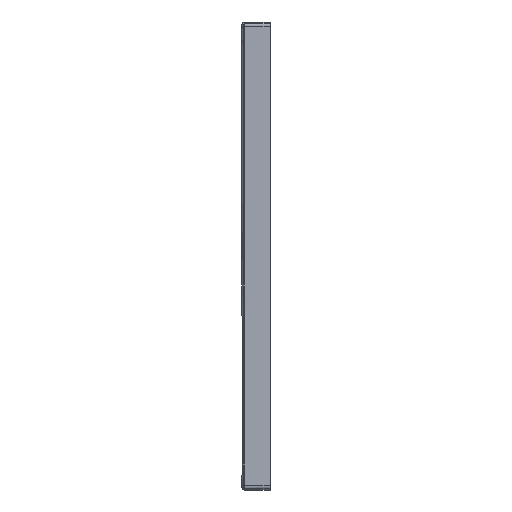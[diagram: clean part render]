
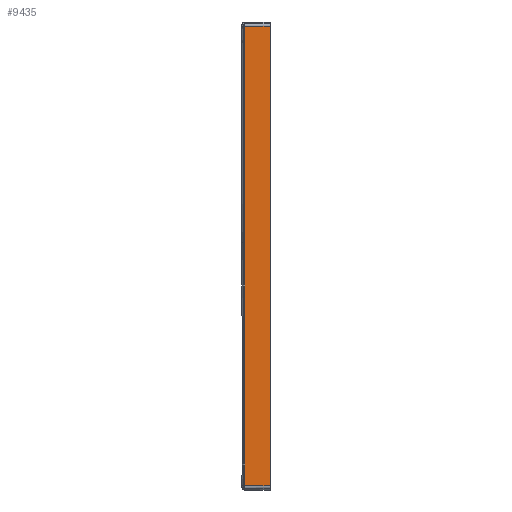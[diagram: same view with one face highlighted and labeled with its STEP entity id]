
A CAD part, left-side view. The second image highlights one B-rep face of the part: STEP entity #9435.
In plain terms, the highlighted planar face has unit normal (-1, 0, 0).
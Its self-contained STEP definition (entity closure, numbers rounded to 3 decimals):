
#1877=DIRECTION('',(0.,0.,1.));
#1878=VECTOR('',#1877,786.);
#1879=CARTESIAN_POINT('',(-900.,-48.,7.));
#1880=LINE('',#1879,#1878);
#1909=CARTESIAN_POINT('',(-900.,-5.107,
45.));
#1910=CARTESIAN_POINT('',(-900.,-5.107,
44.159));
#1911=CARTESIAN_POINT('',(-900.,-5.107,
42.483));
#1912=CARTESIAN_POINT('',(-900.,-5.107,
40.821));
#1913=CARTESIAN_POINT('',(-900.,-5.107,
39.993));
#1915=CARTESIAN_POINT('',(-900.,-5.049,422.5));
#1916=CARTESIAN_POINT('',(-900.,-5.053,
400.209));
#1917=CARTESIAN_POINT('',(-900.,-5.063,
355.256));
#1918=CARTESIAN_POINT('',(-900.,-5.077,291.027));
#1919=CARTESIAN_POINT('',(-900.,-5.091,
217.055));
#1920=CARTESIAN_POINT('',(-900.,-5.103,
135.692));
#1921=CARTESIAN_POINT('',(-900.,-5.107,
76.099));
#1922=CARTESIAN_POINT('',(-900.,-5.107,
45.));
#1924=CARTESIAN_POINT('',(-900.,-5.,793.));
#1925=CARTESIAN_POINT('',(-900.,-5.,784.99));
#1926=CARTESIAN_POINT('',(-900.,-5.,768.339));
#1927=CARTESIAN_POINT('',(-900.,-5.001,742.84));
#1928=CARTESIAN_POINT('',(-900.,-5.003,712.719));
#1929=CARTESIAN_POINT('',(-900.,-5.006,679.275));
#1930=CARTESIAN_POINT('',(-900.,-5.01,642.893));
#1931=CARTESIAN_POINT('',(-900.,-5.015,604.142));
#1932=CARTESIAN_POINT('',(-900.,-5.022,563.596));
#1933=CARTESIAN_POINT('',(-900.,-5.029,520.775));
#1934=CARTESIAN_POINT('',(-900.,-5.038,474.581));
#1935=CARTESIAN_POINT('',(-900.,-5.045,440.365));
#1936=CARTESIAN_POINT('',(-900.,-5.049,422.5));
#1938=DIRECTION('',(0.,-1.,0.));
#1939=VECTOR('',#1938,43.);
#1940=CARTESIAN_POINT('',(-900.,-5.,793.));
#1941=LINE('',#1940,#1939);
#1942=DIRECTION('',(0.,-1.,0.));
#1943=VECTOR('',#1942,42.981);
#1944=CARTESIAN_POINT('',(-900.,-5.019,7.));
#1945=LINE('',#1944,#1943);
#1946=CARTESIAN_POINT('',(-900.,-5.107,
39.993));
#1947=CARTESIAN_POINT('',(-900.,-5.097,
36.535));
#1948=CARTESIAN_POINT('',(-900.,-5.078,
29.484));
#1949=CARTESIAN_POINT('',(-900.,-5.05,18.733));
#1950=CARTESIAN_POINT('',(-900.,-5.029,10.982));
#1951=CARTESIAN_POINT('',(-900.,-5.019,7.));
#4311=CARTESIAN_POINT('',(-900.,-48.,7.));
#4312=CARTESIAN_POINT('',(-900.,-48.,793.));
#4313=VERTEX_POINT('',#4311);
#4314=VERTEX_POINT('',#4312);
#4323=VERTEX_POINT('',#1909);
#4324=VERTEX_POINT('',#1913);
#4325=VERTEX_POINT('',#1915);
#4327=VERTEX_POINT('',#1924);
#4336=CARTESIAN_POINT('',(-900.,-5.019,7.));
#4337=VERTEX_POINT('',#4336);
#9415=CARTESIAN_POINT('',(-900.,0.,0.));
#9416=DIRECTION('',(-1.,0.,0.));
#9417=DIRECTION('',(0.,0.,1.));
#9418=AXIS2_PLACEMENT_3D('',#9415,#9416,#9417);
#9419=PLANE('',#9418);
#9421=ORIENTED_EDGE('',*,*,#9420,.F.);
#9423=ORIENTED_EDGE('',*,*,#9422,.F.);
#9425=ORIENTED_EDGE('',*,*,#9424,.F.);
#9427=ORIENTED_EDGE('',*,*,#9426,.T.);
#9428=ORIENTED_EDGE('',*,*,#9381,.F.);
#9430=ORIENTED_EDGE('',*,*,#9429,.F.);
#9432=ORIENTED_EDGE('',*,*,#9431,.F.);
#9433=EDGE_LOOP('',(#9421,#9423,#9425,#9427,#9428,#9430,#9432));
#9434=FACE_OUTER_BOUND('',#9433,.F.);
#9435=ADVANCED_FACE('',(#9434),#9419,.T.);
#1914=B_SPLINE_CURVE_WITH_KNOTS('',3,(#1909,#1910,#1911,#1912,#1913),
.UNSPECIFIED.,.F.,.F.,(4,1,4),(0.,0.5,1.),.UNSPECIFIED.);
#1923=B_SPLINE_CURVE_WITH_KNOTS('',3,(#1915,#1916,#1917,#1918,#1919,#1920,#1921,
#1922),.UNSPECIFIED.,.F.,.F.,(4,1,1,1,1,4),(0.,0.2,0.4,0.6,0.8,1.),
.UNSPECIFIED.);
#1937=B_SPLINE_CURVE_WITH_KNOTS('',3,(#1924,#1925,#1926,#1927,#1928,#1929,#1930,
#1931,#1932,#1933,#1934,#1935,#1936),.UNSPECIFIED.,.F.,.F.,(4,1,1,1,1,1,1,1,1,1,
4),(0.,0.1,0.2,0.3,0.4,0.5,0.6,0.7,0.8,0.9,1.),
.UNSPECIFIED.);
#1952=B_SPLINE_CURVE_WITH_KNOTS('',3,(#1946,#1947,#1948,#1949,#1950,#1951),
.UNSPECIFIED.,.F.,.F.,(4,1,1,4),(0.,0.333,0.667,1.),
.UNSPECIFIED.);
#9381=EDGE_CURVE('',#4313,#4314,#1880,.T.);
#9420=EDGE_CURVE('',#4323,#4324,#1914,.T.);
#9422=EDGE_CURVE('',#4325,#4323,#1923,.T.);
#9424=EDGE_CURVE('',#4327,#4325,#1937,.T.);
#9426=EDGE_CURVE('',#4327,#4314,#1941,.T.);
#9429=EDGE_CURVE('',#4337,#4313,#1945,.T.);
#9431=EDGE_CURVE('',#4324,#4337,#1952,.T.);
